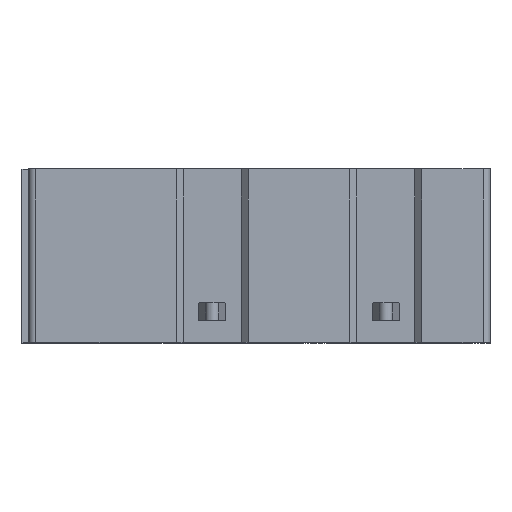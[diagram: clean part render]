
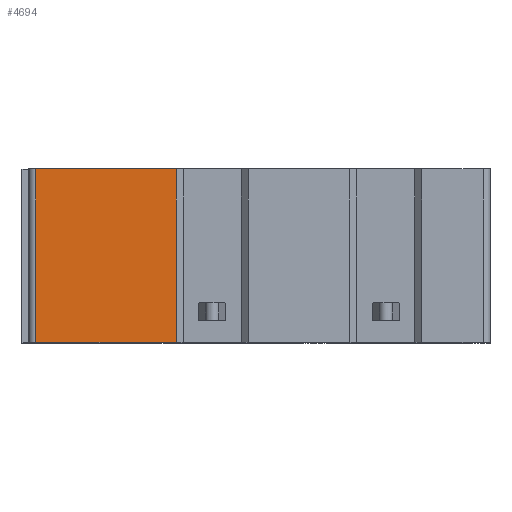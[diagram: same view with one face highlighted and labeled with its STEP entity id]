
A CAD part, top view. The second image highlights one B-rep face of the part: STEP entity #4694.
In plain terms, the highlighted planar face has unit normal (0, 0, 1).
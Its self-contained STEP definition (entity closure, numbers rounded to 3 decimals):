
#469=DIRECTION('',(1.,0.,0.));
#470=VECTOR('',#469,4.12);
#471=CARTESIAN_POINT('',(-13.3,0.,0.));
#472=LINE('',#471,#470);
#1204=DIRECTION('',(0.,1.,0.));
#1205=VECTOR('',#1204,5.08);
#1206=CARTESIAN_POINT('',(-13.3,0.,0.));
#1207=LINE('',#1206,#1205);
#1531=DIRECTION('',(1.,0.,0.));
#1532=VECTOR('',#1531,4.12);
#1533=CARTESIAN_POINT('',(-13.3,5.08,0.));
#1534=LINE('',#1533,#1532);
#2157=DIRECTION('',(0.,1.,0.));
#2158=VECTOR('',#2157,5.08);
#2159=CARTESIAN_POINT('',(-9.18,0.,0.));
#2160=LINE('',#2159,#2158);
#2516=CARTESIAN_POINT('',(-13.3,0.,0.));
#2517=VERTEX_POINT('',#2516);
#2560=CARTESIAN_POINT('',(-9.18,0.,0.));
#2561=VERTEX_POINT('',#2560);
#3004=CARTESIAN_POINT('',(-13.3,5.08,0.));
#3005=VERTEX_POINT('',#3004);
#3098=CARTESIAN_POINT('',(-9.18,5.08,0.));
#3099=VERTEX_POINT('',#3098);
#4680=CARTESIAN_POINT('',(-13.3,0.,0.));
#4681=DIRECTION('',(0.,0.,1.));
#4682=DIRECTION('',(1.,0.,0.));
#4683=AXIS2_PLACEMENT_3D('',#4680,#4681,#4682);
#4684=PLANE('',#4683);
#4686=ORIENTED_EDGE('',*,*,#4685,.T.);
#4688=ORIENTED_EDGE('',*,*,#4687,.T.);
#4690=ORIENTED_EDGE('',*,*,#4689,.F.);
#4691=ORIENTED_EDGE('',*,*,#3297,.F.);
#4692=EDGE_LOOP('',(#4686,#4688,#4690,#4691));
#4693=FACE_OUTER_BOUND('',#4692,.F.);
#3297=EDGE_CURVE('',#2517,#2561,#472,.T.);
#4685=EDGE_CURVE('',#2517,#3005,#1207,.T.);
#4687=EDGE_CURVE('',#3005,#3099,#1534,.T.);
#4689=EDGE_CURVE('',#2561,#3099,#2160,.T.);
#4694=ADVANCED_FACE('',(#4693),#4684,.T.);
